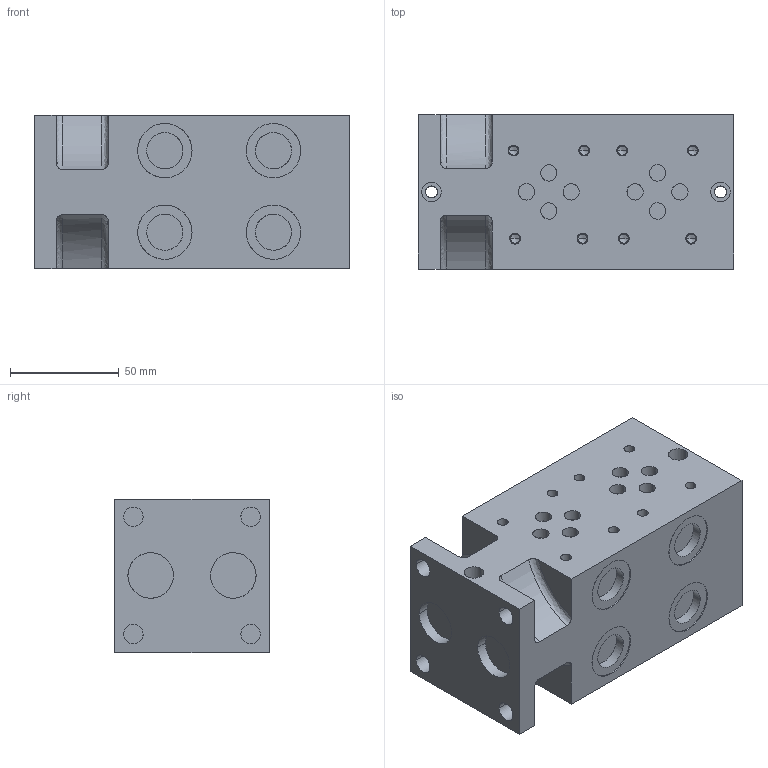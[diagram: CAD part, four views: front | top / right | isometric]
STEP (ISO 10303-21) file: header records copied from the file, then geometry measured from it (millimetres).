
FILE_DESCRIPTION(/* description */ (''),/* implementation_level */ '2;1');
FILE_NAME(/* name */ 'em223_2y',/* time_stamp */ '2014-07-18T08:36:40+02:00',/* author */ (''),/* organization */ (''),/* preprocessor_version */ 'ST-DEVELOPER v10',/* originating_system */ '',/* authorisation */ '');
FILE_SCHEMA (('CONFIG_CONTROL_DESIGN'));
Length unit declared in the file: millimetre
Products named in the file (1): 1
Bounding box: 145 x 71 x 70.5 mm (x, y, z)
Volume: 660607.5 mm3; surface area: 62741.3 mm2
Topology: 1 solids, 1 shells, 194 faces, 516 edges, 348 vertices
Faces by surface type: bspline 144, plane 50
Entity records: 6548 total; most frequent: CARTESIAN_POINT 3592, ORIENTED_EDGE 984, EDGE_CURVE 492, VERTEX_POINT 348, EDGE_LOOP 254, ADVANCED_FACE 194, FACE_OUTER_BOUND 194, B_SPLINE_CURVE_WITH_KNOTS 188
